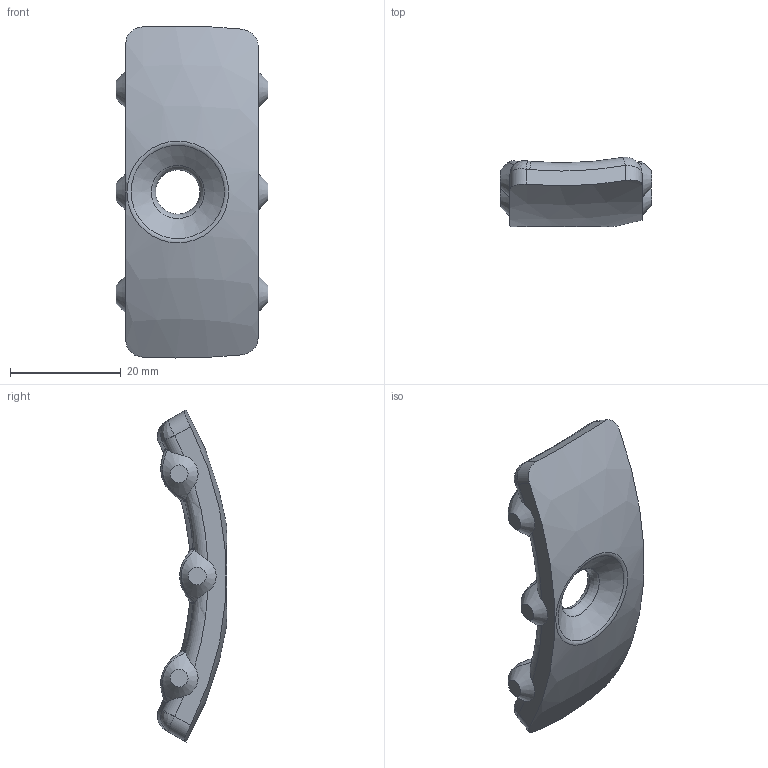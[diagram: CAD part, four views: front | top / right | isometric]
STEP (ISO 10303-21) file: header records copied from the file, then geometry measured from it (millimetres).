
FILE_DESCRIPTION(/* description */ (''),/* implementation_level */ '2;1');
FILE_NAME(/* name */ 'faceplate.stp',/* time_stamp */ '2024-11-12T18:57:38-08:00',/* author */ ('generic'),/* organization */ (''),/* preprocessor_version */ 'ST-DEVELOPER v19.2',/* originating_system */ 'Autodesk Inventor 2024',/* authorisation */ '');
FILE_SCHEMA (('AUTOMOTIVE_DESIGN { 1 0 10303 214 3 1 1 }'));
Length unit declared in the file: millimetre
Products named in the file (1): faceplate
Bounding box: 27.46 x 12.52 x 60 mm (x, y, z)
Volume: 7967.2 mm3; surface area: 3792.6 mm2
Topology: 1 solids, 1 shells, 87 faces, 221 edges, 136 vertices
Faces by surface type: bspline 34, torus 21, cone 13, plane 10, cylinder 5, sphere 4
Full cylindrical faces by diameter (mm): 8 x1
Entity records: 4078 total; most frequent: CARTESIAN_POINT 2173, ORIENTED_EDGE 438, DIRECTION 318, EDGE_CURVE 219, AXIS2_PLACEMENT_3D 151, VERTEX_POINT 134, B_SPLINE_CURVE_WITH_KNOTS 106, CIRCLE 97
